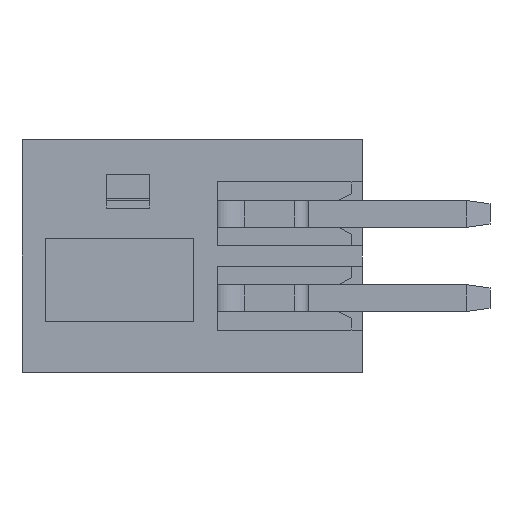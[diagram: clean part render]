
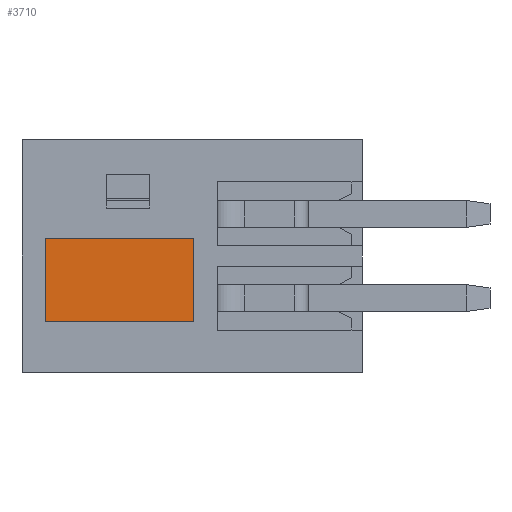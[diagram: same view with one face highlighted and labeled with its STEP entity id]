
A CAD part, left-side view. The second image highlights one B-rep face of the part: STEP entity #3710.
In plain terms, the highlighted planar face has unit normal (-1, 0, 0).
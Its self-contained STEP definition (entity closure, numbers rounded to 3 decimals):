
#84 = VERTEX_POINT ( 'NONE', #19814 ) ;
#748 = EDGE_CURVE ( 'NONE', #8208, #84, #14921, .T. ) ;
#3370 = CARTESIAN_POINT ( 'NONE',  ( 0.7, 7.2, -4.162 ) ) ;
#3477 = CARTESIAN_POINT ( 'NONE',  ( 0.7, 5., -5.4 ) ) ;
#3710 = ADVANCED_FACE ( 'NONE', ( #17378 ), #15963, .F. ) ;
#7048 = DIRECTION ( 'NONE',  ( 1., 0., 0. ) ) ;
#7623 = VECTOR ( 'NONE', #21811, 1000. ) ;
#7661 = EDGE_CURVE ( 'NONE', #84, #10894, #22745, .T. ) ;
#7899 = VECTOR ( 'NONE', #11450, 1000. ) ;
#8208 = VERTEX_POINT ( 'NONE', #20004 ) ;
#8245 = AXIS2_PLACEMENT_3D ( 'NONE', #3370, #7048, #21374 ) ;
#8904 = ORIENTED_EDGE ( 'NONE', *, *, #7661, .T. ) ;
#9029 = ORIENTED_EDGE ( 'NONE', *, *, #19649, .T. ) ;
#9455 = LINE ( 'NONE', #20398, #7623 ) ;
#10341 = ORIENTED_EDGE ( 'NONE', *, *, #11536, .T. ) ;
#10894 = VERTEX_POINT ( 'NONE', #11448 ) ;
#11448 = CARTESIAN_POINT ( 'NONE',  ( 0.7, 9.4, -5.4 ) ) ;
#11450 = DIRECTION ( 'NONE',  ( 0., 0., -1. ) ) ;
#11536 = EDGE_CURVE ( 'NONE', #22871, #8208, #12200, .T. ) ;
#12200 = LINE ( 'NONE', #17500, #16755 ) ;
#14921 = LINE ( 'NONE', #16587, #17749 ) ;
#15681 = EDGE_LOOP ( 'NONE', ( #9029, #10341, #17224, #8904 ) ) ;
#15963 = PLANE ( 'NONE',  #8245 ) ;
#15969 = DIRECTION ( 'NONE',  ( 0., 0., 1. ) ) ;
#16587 = CARTESIAN_POINT ( 'NONE',  ( 0.7, 9.4, -2.925 ) ) ;
#16755 = VECTOR ( 'NONE', #15969, 1000. ) ;
#17224 = ORIENTED_EDGE ( 'NONE', *, *, #748, .T. ) ;
#17337 = CARTESIAN_POINT ( 'NONE',  ( 0.7, 9.4, -5.4 ) ) ;
#17378 = FACE_OUTER_BOUND ( 'NONE', #15681, .T. ) ;
#17500 = CARTESIAN_POINT ( 'NONE',  ( 0.7, 5., -2.925 ) ) ;
#17749 = VECTOR ( 'NONE', #19886, 1000. ) ;
#19649 = EDGE_CURVE ( 'NONE', #10894, #22871, #9455, .T. ) ;
#19814 = CARTESIAN_POINT ( 'NONE',  ( 0.7, 9.4, -2.925 ) ) ;
#19886 = DIRECTION ( 'NONE',  ( 0., 1., 0. ) ) ;
#20004 = CARTESIAN_POINT ( 'NONE',  ( 0.7, 5., -2.925 ) ) ;
#20398 = CARTESIAN_POINT ( 'NONE',  ( 0.7, 5., -5.4 ) ) ;
#21374 = DIRECTION ( 'NONE',  ( 0., 0., -1. ) ) ;
#21811 = DIRECTION ( 'NONE',  ( 0., -1., 0. ) ) ;
#22745 = LINE ( 'NONE', #17337, #7899 ) ;
#22871 = VERTEX_POINT ( 'NONE', #3477 ) ;
